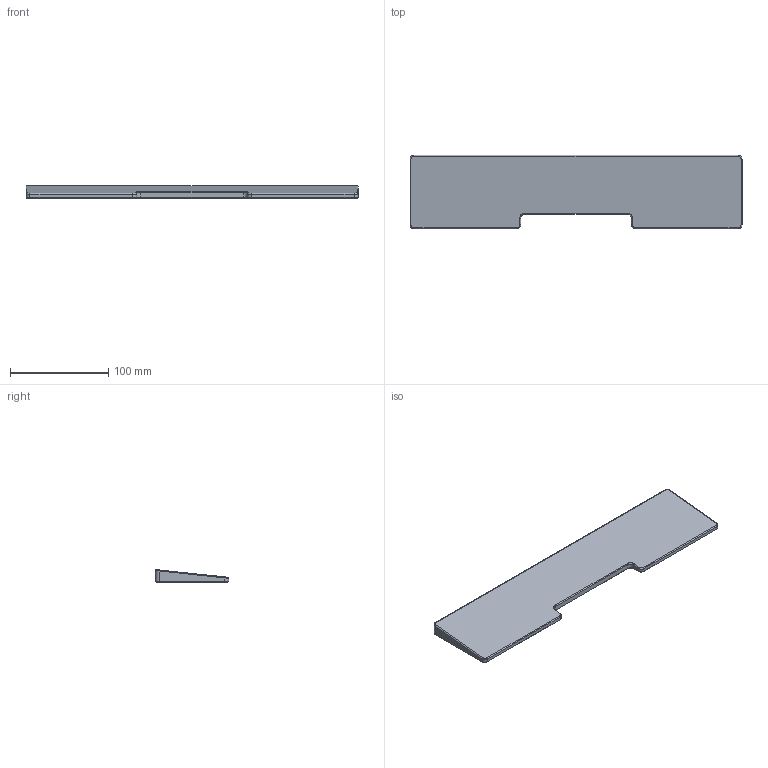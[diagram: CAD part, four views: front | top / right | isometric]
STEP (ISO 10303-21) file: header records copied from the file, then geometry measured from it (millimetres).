
FILE_DESCRIPTION(/* description */ (''),/* implementation_level */ '2;1');
FILE_NAME(/* name */ 'Wrist Rest.step',/* time_stamp */ '2025-10-13T19:27:25+05:30',/* author */ (''),/* organization */ (''),/* preprocessor_version */ 'ST-DEVELOPER v20.1',/* originating_system */ 'Autodesk Translation Framework v14.10.0.0',/* authorisation */ '');
FILE_SCHEMA (('AUTOMOTIVE_DESIGN { 1 0 10303 214 3 1 1 }'));
Length unit declared in the file: millimetre
Products named in the file (1): wrist rest
Bounding box: 338.77 x 75 x 12.89 mm (x, y, z)
Volume: 219370.7 mm3; surface area: 54473.9 mm2
Topology: 1 solids, 1 shells, 129 faces, 334 edges, 212 vertices
Faces by surface type: plane 57, bspline 48, cylinder 16, cone 8
Entity records: 4483 total; most frequent: CARTESIAN_POINT 1563, ORIENTED_EDGE 668, DIRECTION 466, EDGE_CURVE 334, VERTEX_POINT 212, LINE 206, VECTOR 206, EDGE_LOOP 134
